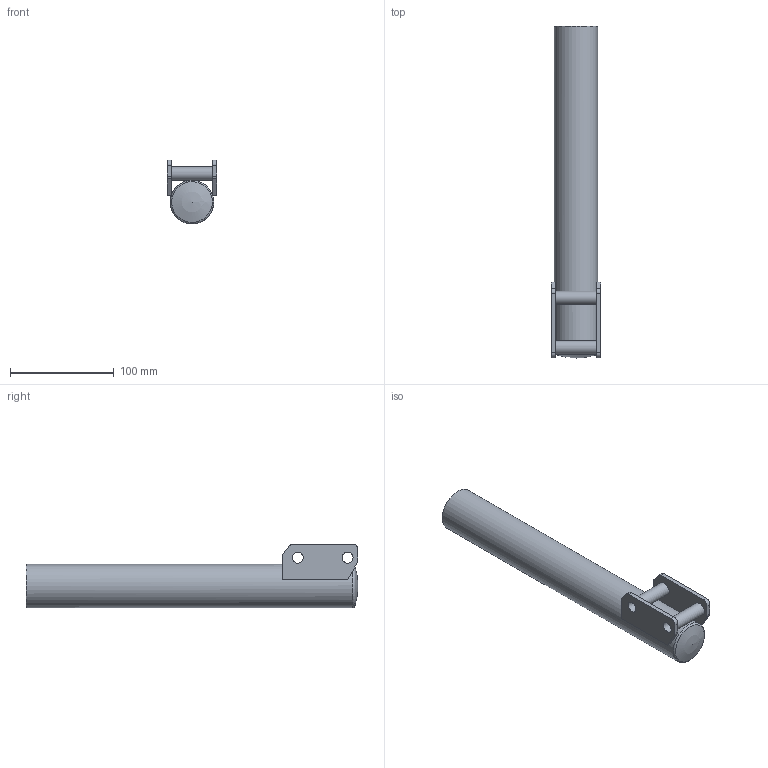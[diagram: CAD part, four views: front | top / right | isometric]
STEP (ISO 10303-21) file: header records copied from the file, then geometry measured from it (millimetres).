
FILE_DESCRIPTION(/* description */ (''),/* implementation_level */ '2;1');
FILE_NAME(/* name */ 'AMMORT_ANT_CILINDRO__5_MIR_ASM.stp',/* time_stamp */ '2016-06-02T11:35:10+02:00',/* author */ (''),/* organization */ (''),/* preprocessor_version */ 'ST-DEVELOPER v16.5',/* originating_system */ 'Autodesk Translation Framework v5.0.0.3310',/* authorisation */ '');
FILE_SCHEMA (('AUTOMOTIVE_DESIGN { 1 0 10303 214 3 1 1 }'));
Length unit declared in the file: centimetre
Products named in the file (3): AMMORT_ANT_CILINDRO__5_MIR_ASM; MANIFOLD_SOLID_BREP_114944_MIR; MANIFOLD_SOLID_BREP_115297_MIR
Assembly tree (2 placements, depth 2):
  AMMORT_ANT_CILINDRO__5_MIR_ASM
    MANIFOLD_SOLID_BREP_114944_MIR
    MANIFOLD_SOLID_BREP_115297_MIR
Bounding box: 48 x 320 x 61.4 mm (x, y, z)
Volume: 142752.2 mm3; surface area: 98013.8 mm2
Topology: 2 solids, 2 shells, 36 faces, 91 edges, 61 vertices
Faces by surface type: plane 18, cylinder 15, sphere 2, torus 1
Full cylindrical faces by diameter (mm): 10.5 x2, 12.8 x2, 16 x1, 36 x1, 42 x1
Entity records: 1065 total; most frequent: DIRECTION 188, CARTESIAN_POINT 171, ORIENTED_EDGE 150, EDGE_CURVE 75, AXIS2_PLACEMENT_3D 72, VERTEX_POINT 55, EDGE_LOOP 54, LINE 44
